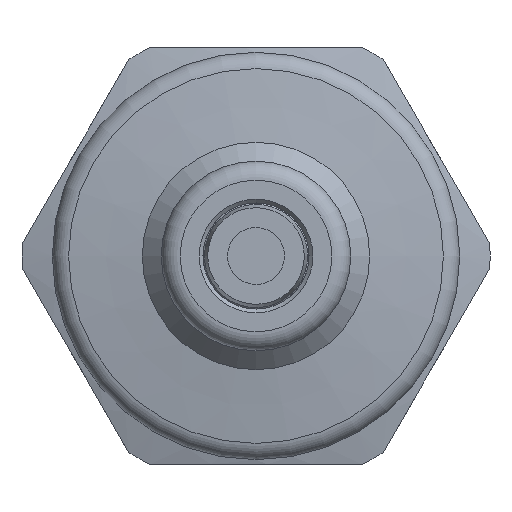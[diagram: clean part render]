
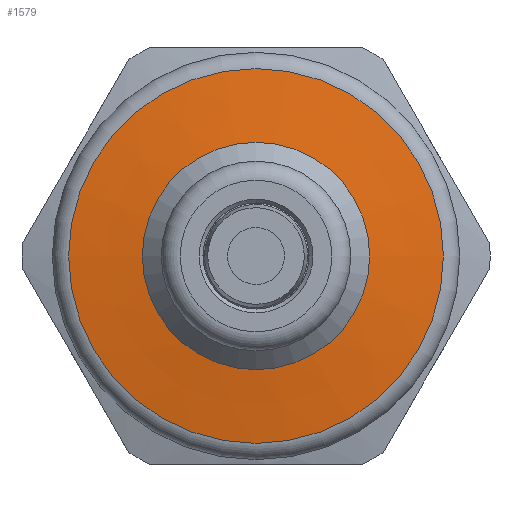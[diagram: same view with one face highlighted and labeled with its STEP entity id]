
A CAD part, left-side view. The second image highlights one B-rep face of the part: STEP entity #1579.
In plain terms, the highlighted conical face has half-angle 82 degrees and reference radius 8.375 mm.
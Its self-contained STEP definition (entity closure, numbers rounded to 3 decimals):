
#138=LINE('',#2731,#194);
#194=VECTOR('',#2126,8.375);
#242=CONICAL_SURFACE('',#1764,8.375,1.431);
#397=FACE_OUTER_BOUND('',#494,.T.);
#494=EDGE_LOOP('',(#1285,#1286,#1287,#1288,#1289));
#618=CIRCLE('',#1765,9.889);
#619=CIRCLE('',#1766,6.);
#620=CIRCLE('',#1767,9.889);
#756=VERTEX_POINT('',#2727);
#757=VERTEX_POINT('',#2728);
#758=VERTEX_POINT('',#2730);
#944=EDGE_CURVE('',#756,#757,#618,.T.);
#945=EDGE_CURVE('',#756,#758,#138,.T.);
#946=EDGE_CURVE('',#758,#758,#619,.T.);
#947=EDGE_CURVE('',#757,#756,#620,.T.);
#1285=ORIENTED_EDGE('',*,*,#944,.F.);
#1286=ORIENTED_EDGE('',*,*,#945,.T.);
#1287=ORIENTED_EDGE('',*,*,#946,.T.);
#1288=ORIENTED_EDGE('',*,*,#945,.F.);
#1289=ORIENTED_EDGE('',*,*,#947,.F.);
#1579=ADVANCED_FACE('',(#397),#242,.T.);
#1764=AXIS2_PLACEMENT_3D('',#2726,#2122,#2123);
#1765=AXIS2_PLACEMENT_3D('',#2729,#2124,#2125);
#1766=AXIS2_PLACEMENT_3D('',#2732,#2127,#2128);
#1767=AXIS2_PLACEMENT_3D('',#2733,#2129,#2130);
#2122=DIRECTION('center_axis',(1.,0.,0.));
#2123=DIRECTION('ref_axis',(0.,1.,0.));
#2124=DIRECTION('center_axis',(1.,0.,0.));
#2125=DIRECTION('ref_axis',(0.,-1.,0.));
#2126=DIRECTION('',(-0.139,0.99,0.));
#2127=DIRECTION('center_axis',(1.,0.,0.));
#2128=DIRECTION('ref_axis',(0.,1.,0.));
#2129=DIRECTION('center_axis',(1.,0.,0.));
#2130=DIRECTION('ref_axis',(0.,-1.,0.));
#2726=CARTESIAN_POINT('Origin',(20.334,0.,0.));
#2727=CARTESIAN_POINT('',(20.547,-9.889,0.));
#2728=CARTESIAN_POINT('',(20.547,0.,9.889));
#2729=CARTESIAN_POINT('Origin',(20.547,0.,0.));
#2730=CARTESIAN_POINT('',(20.,-6.,0.));
#2731=CARTESIAN_POINT('',(20.334,-8.375,0.));
#2732=CARTESIAN_POINT('Origin',(20.,0.,0.));
#2733=CARTESIAN_POINT('Origin',(20.547,0.,0.));
